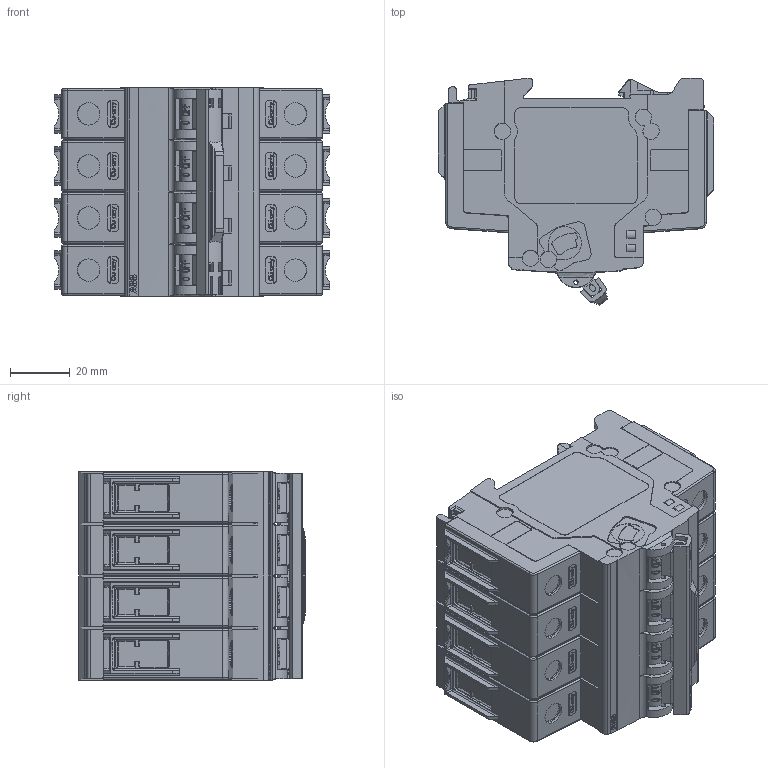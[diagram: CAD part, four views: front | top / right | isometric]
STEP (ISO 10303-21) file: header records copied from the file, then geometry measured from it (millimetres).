
FILE_DESCRIPTION((''),'2;1');
FILE_NAME('2CDS274417_SW0001','2008-08-14T',('DEU121775'),(''),'PRO/ENGINEER BY PARAMETRIC TECHNOLOGY CORPORATION, 2006380','PRO/ENGINEER BY PARAMETRIC TECHNOLOGY CORPORATION, 2006380','');
FILE_SCHEMA(('AUTOMOTIVE_DESIGN_CC2 { 1 2 10303 214 -1 1 5 2 }'));
Products named in the file (1): 2CDS274417_SW0001
Bounding box: 92 x 75.84 x 69.6 mm (x, y, z)
Volume: 310356.5 mm3; surface area: 74979.6 mm2
Topology: 1 solids, 4 shells, 5516 faces, 15615 edges, 10204 vertices
Faces by surface type: plane 3970, cylinder 1110, cone 180, bspline 104, torus 102, sphere 50
Entity records: 225863 total; most frequent: CARTESIAN_POINT 45728, ORIENTED_EDGE 31230, DIRECTION 26994, EDGE_CURVE 15615, VECTOR 11446, LINE 11446, VERTEX_POINT 10204, AXIS2_PLACEMENT_3D 7774
